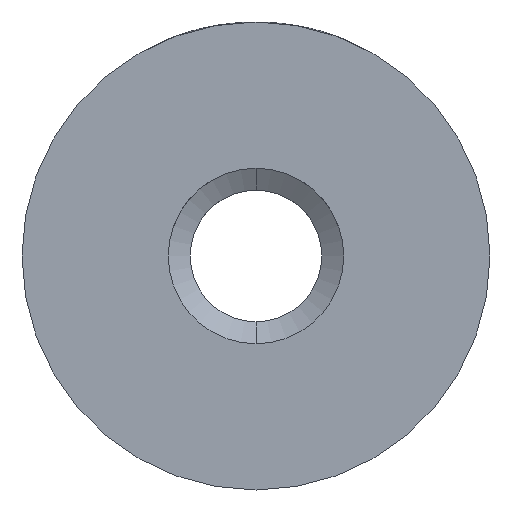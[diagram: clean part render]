
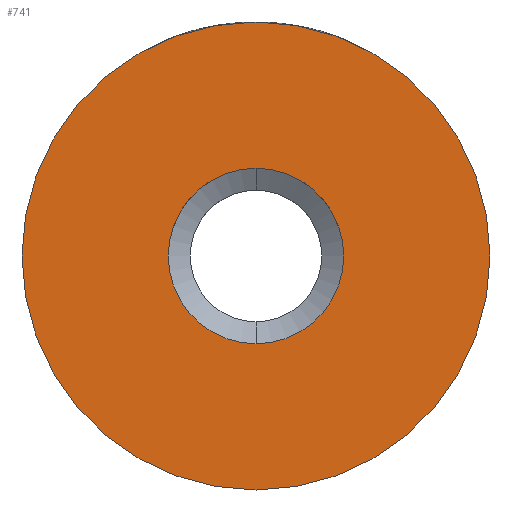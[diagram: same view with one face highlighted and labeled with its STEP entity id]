
A CAD part, front view. The second image highlights one B-rep face of the part: STEP entity #741.
In plain terms, the highlighted planar face has unit normal (0, -1, 0).
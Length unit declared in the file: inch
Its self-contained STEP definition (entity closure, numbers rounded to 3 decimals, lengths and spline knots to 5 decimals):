
#92 = FACE_BOUND ( 'NONE', #507, .T. ) ;
#129 = FACE_OUTER_BOUND ( 'NONE', #458, .T. ) ;
#150 = AXIS2_PLACEMENT_3D ( 'NONE', #158, #155, #151 ) ;
#151 = DIRECTION ( 'NONE',  ( 0., 0., 1. ) ) ;
#155 = DIRECTION ( 'NONE',  ( 0., 1., 0. ) ) ;
#158 = CARTESIAN_POINT ( 'NONE',  ( 0., 0., 0. ) ) ;
#162 = PLANE ( 'NONE',  #150 ) ;
#175 = CARTESIAN_POINT ( 'NONE',  ( 0., 0., 0.21 ) ) ;
#200 = AXIS2_PLACEMENT_3D ( 'NONE', #257, #256, #255 ) ;
#216 = CIRCLE ( 'NONE', #200, 0.07874 ) ;
#255 = DIRECTION ( 'NONE',  ( 0., 0., -1. ) ) ;
#256 = DIRECTION ( 'NONE',  ( 0., -1., 0. ) ) ;
#257 = CARTESIAN_POINT ( 'NONE',  ( 0., 0., 0. ) ) ;
#292 = CIRCLE ( 'NONE', #357, 0.21 ) ;
#299 = CIRCLE ( 'NONE', #364, 0.21 ) ;
#302 = CIRCLE ( 'NONE', #367, 0.07874 ) ;
#357 = AXIS2_PLACEMENT_3D ( 'NONE', #561, #802, #773 ) ;
#364 = AXIS2_PLACEMENT_3D ( 'NONE', #858, #856, #866 ) ;
#367 = AXIS2_PLACEMENT_3D ( 'NONE', #846, #849, #850 ) ;
#437 = ORIENTED_EDGE ( 'NONE', *, *, #528, .F. ) ;
#458 = EDGE_LOOP ( 'NONE', ( #437, #864 ) ) ;
#507 = EDGE_LOOP ( 'NONE', ( #848, #639 ) ) ;
#523 = EDGE_CURVE ( 'NONE', #560, #895, #302, .T. ) ;
#528 = EDGE_CURVE ( 'NONE', #896, #862, #299, .T. ) ;
#560 = VERTEX_POINT ( 'NONE', #824 ) ;
#561 = CARTESIAN_POINT ( 'NONE',  ( 0., 0., 0. ) ) ;
#567 = EDGE_CURVE ( 'NONE', #862, #896, #292, .T. ) ;
#639 = ORIENTED_EDGE ( 'NONE', *, *, #700, .F. ) ;
#700 = EDGE_CURVE ( 'NONE', #895, #560, #216, .T. ) ;
#730 = CARTESIAN_POINT ( 'NONE',  ( 0., 0., -0.21 ) ) ;
#741 = ADVANCED_FACE ( 'NONE', ( #92, #129 ), #162, .F. ) ;
#772 = CARTESIAN_POINT ( 'NONE',  ( 0., 0., 0.07874 ) ) ;
#773 = DIRECTION ( 'NONE',  ( 0., 0., 1. ) ) ;
#802 = DIRECTION ( 'NONE',  ( 0., 1., 0. ) ) ;
#824 = CARTESIAN_POINT ( 'NONE',  ( 0., 0., -0.07874 ) ) ;
#846 = CARTESIAN_POINT ( 'NONE',  ( 0., 0., 0. ) ) ;
#848 = ORIENTED_EDGE ( 'NONE', *, *, #523, .F. ) ;
#849 = DIRECTION ( 'NONE',  ( 0., -1., 0. ) ) ;
#850 = DIRECTION ( 'NONE',  ( 0., 0., -1. ) ) ;
#856 = DIRECTION ( 'NONE',  ( 0., 1., 0. ) ) ;
#858 = CARTESIAN_POINT ( 'NONE',  ( 0., 0., 0. ) ) ;
#862 = VERTEX_POINT ( 'NONE', #175 ) ;
#864 = ORIENTED_EDGE ( 'NONE', *, *, #567, .F. ) ;
#866 = DIRECTION ( 'NONE',  ( 0., 0., 1. ) ) ;
#895 = VERTEX_POINT ( 'NONE', #772 ) ;
#896 = VERTEX_POINT ( 'NONE', #730 ) ;
